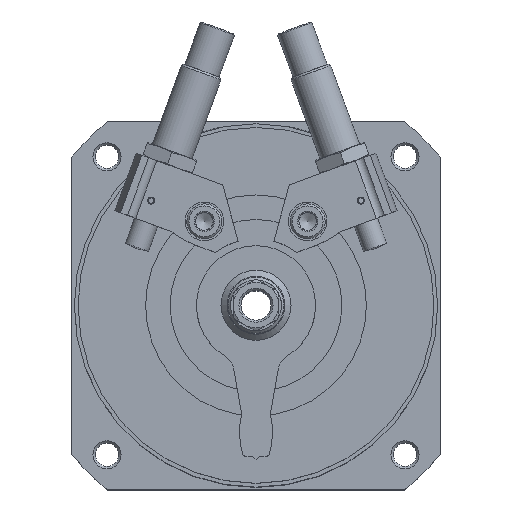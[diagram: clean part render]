
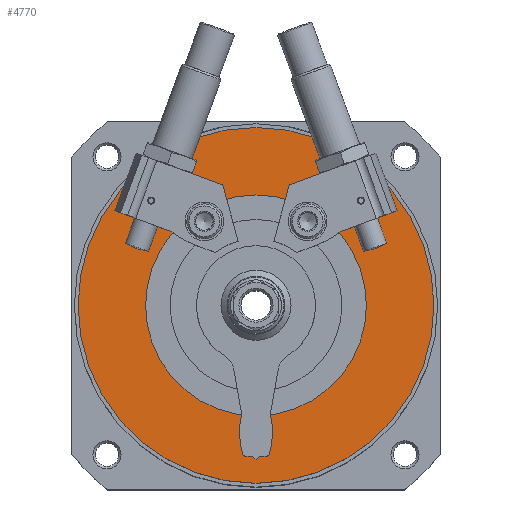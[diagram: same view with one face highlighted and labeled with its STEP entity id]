
A CAD part, top view. The second image highlights one B-rep face of the part: STEP entity #4770.
In plain terms, the highlighted face is planar.
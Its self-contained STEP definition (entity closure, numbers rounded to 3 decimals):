
#186=PLANE('',#5242);
#953=ORIENTED_EDGE('',*,*,#2161,.F.);
#954=ORIENTED_EDGE('',*,*,#2162,.T.);
#2161=EDGE_CURVE('',#2777,#2777,#3239,.T.);
#2162=EDGE_CURVE('',#2778,#2778,#3240,.T.);
#2777=VERTEX_POINT('',#7667);
#2778=VERTEX_POINT('',#7669);
#3239=CIRCLE('',#5243,50.75);
#3240=CIRCLE('',#5244,31.5);
#3594=EDGE_LOOP('',(#953));
#3595=EDGE_LOOP('',(#954));
#4137=FACE_BOUND('',#3594,.T.);
#4138=FACE_BOUND('',#3595,.T.);
#4770=ADVANCED_FACE('',(#4137,#4138),#186,.F.);
#5242=AXIS2_PLACEMENT_3D('',#7665,#6016,#6017);
#5243=AXIS2_PLACEMENT_3D('',#7666,#6018,#6019);
#5244=AXIS2_PLACEMENT_3D('',#7668,#6020,#6021);
#6016=DIRECTION('',(1.,0.,0.));
#6017=DIRECTION('',(0.,0.,-1.));
#6018=DIRECTION('',(1.,0.,0.));
#6019=DIRECTION('',(0.,0.,-1.));
#6020=DIRECTION('',(1.,0.,0.));
#6021=DIRECTION('',(0.,0.,-1.));
#7665=CARTESIAN_POINT('',(-93.,0.,0.));
#7666=CARTESIAN_POINT('',(-93.,0.,0.));
#7667=CARTESIAN_POINT('',(-93.,0.,-50.75));
#7668=CARTESIAN_POINT('',(-93.,0.,0.));
#7669=CARTESIAN_POINT('',(-93.,0.,-31.5));
